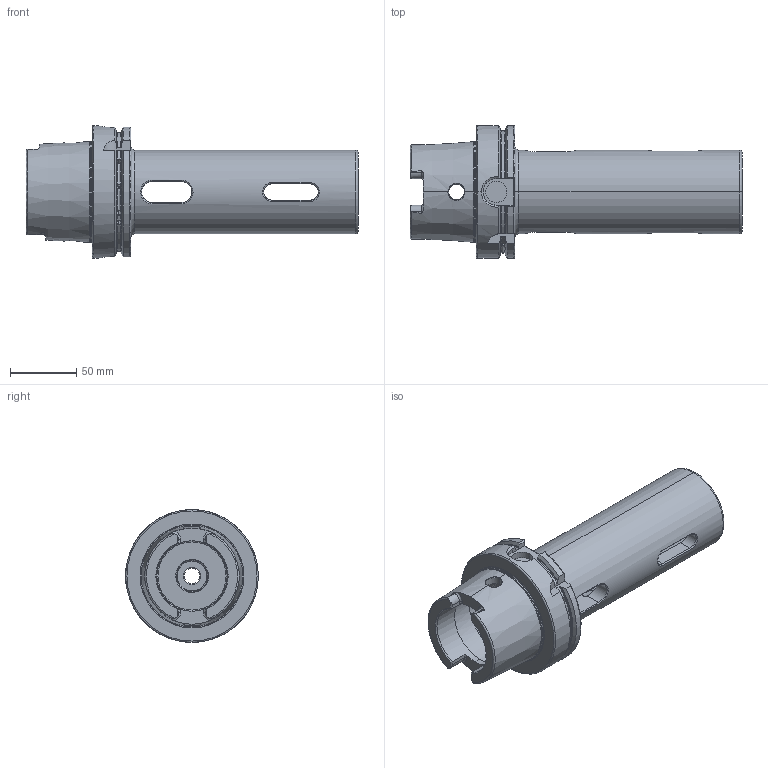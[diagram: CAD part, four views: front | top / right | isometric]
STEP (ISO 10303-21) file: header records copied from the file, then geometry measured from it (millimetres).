
FILE_DESCRIPTION (( 'STEP AP203' ), '1' );
FILE_NAME ('A100.07.05.STEP', '2016-10-19T02:27:57', ( '' ), ( '' ), 'SwSTEP 2.0', 'SolidWorks 2012', '' );
FILE_SCHEMA (( 'CONFIG_CONTROL_DESIGN' ));
Length unit declared in the file: millimetre
Products named in the file (1): A100.07.05
Bounding box: 250 x 100 x 100 mm (x, y, z)
Volume: 564147.3 mm3; surface area: 104598.4 mm2
Topology: 1 solids, 1 shells, 245 faces, 659 edges, 409 vertices
Faces by surface type: cylinder 85, plane 68, torus 38, cone 36, bspline 18
Entity records: 22092 total; most frequent: CARTESIAN_POINT 16337, ORIENTED_EDGE 1298, DIRECTION 1057, EDGE_CURVE 649, AXIS2_PLACEMENT_3D 420, VERTEX_POINT 409, EDGE_LOOP 262, ADVANCED_FACE 245
